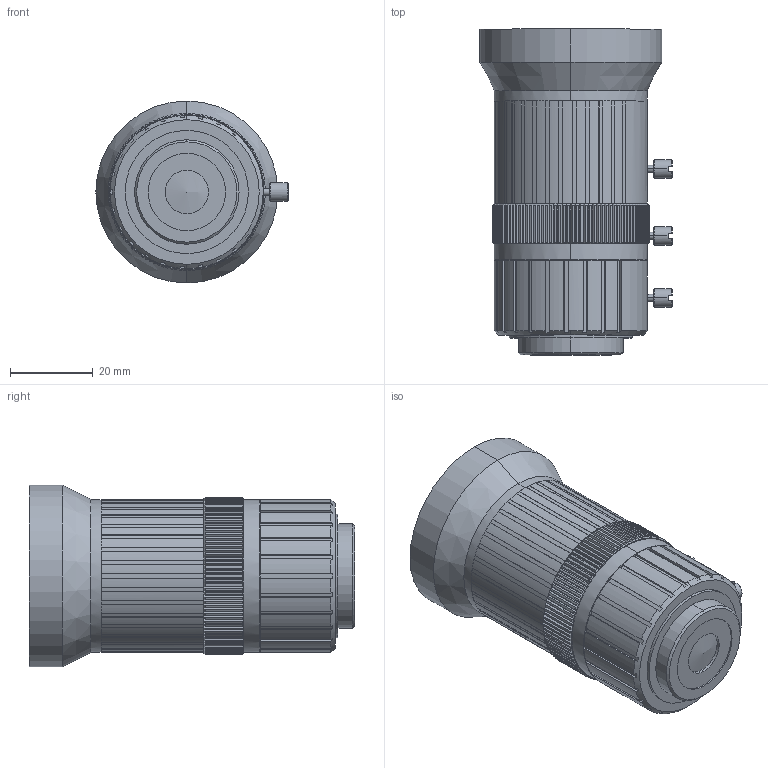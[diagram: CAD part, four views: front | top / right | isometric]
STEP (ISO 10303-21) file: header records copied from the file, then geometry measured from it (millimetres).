
FILE_DESCRIPTION (( 'STEP AP214' ), '1' );
FILE_NAME ('L058-FZA-5Z50-CS.STEP', '', ( '' ), ( '' ), '', '', '' );
FILE_SCHEMA (( 'AUTOMOTIVE_DESIGN' ));
Length unit declared in the file: millimetre
Products named in the file (1): L058-FZA-5Z50-CS
Bounding box: 46.5 x 78.8 x 44 mm (x, y, z)
Volume: 84214 mm3; surface area: 13942.3 mm2
Topology: 1 solids, 1 shells, 1184 faces, 3033 edges, 1861 vertices
Faces by surface type: plane 751, cone 238, cylinder 193, sphere 2
Entity records: 36140 total; most frequent: CARTESIAN_POINT 7721, ORIENTED_EDGE 6054, DIRECTION 5850, EDGE_CURVE 3027, AXIS2_PLACEMENT_3D 2168, VERTEX_POINT 1857, LINE 1514, VECTOR 1514
